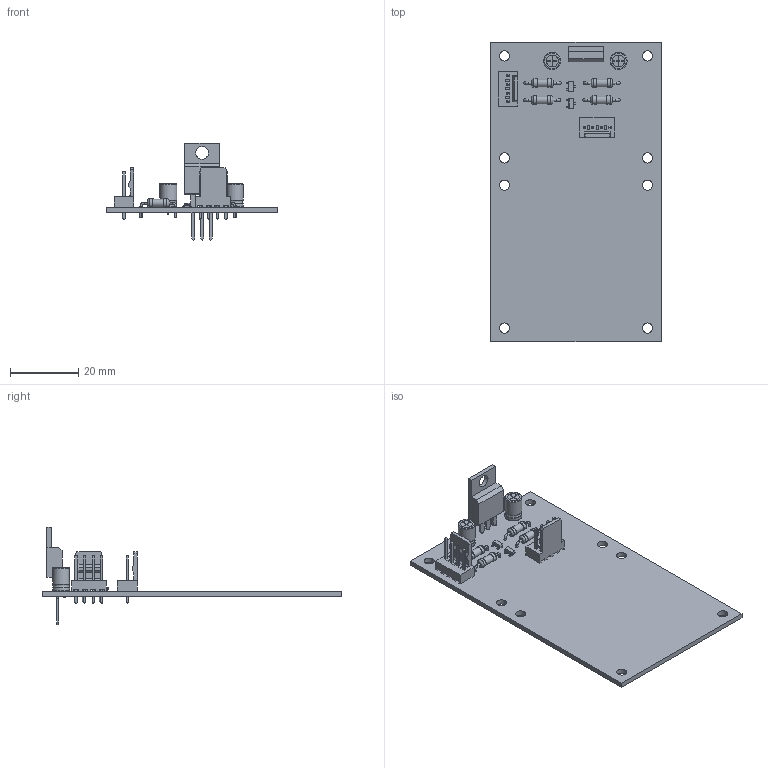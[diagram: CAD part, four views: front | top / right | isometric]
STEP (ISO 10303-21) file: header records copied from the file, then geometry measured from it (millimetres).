
FILE_DESCRIPTION(('KiCad electronic assembly'),'2;1');
FILE_NAME('Mux_adapter.step','2025-10-28T09:09:53',('Pcbnew'),('Kicad'), 'Open CASCADE STEP processor 7.8','KiCad to STEP converter','Unknown' );
FILE_SCHEMA(('AUTOMOTIVE_DESIGN { 1 0 10303 214 1 1 1 1 }'));
Length unit declared in the file: millimetre
Products named in the file (7): Mux_adapter 1; C_Radial_D5.0mm_H7.0mm_P2.00mm; R_Axial_DIN0207_L6.3mm_D2.5mm_P10.16mm_Horizontal; TO-220-3_Vertical; Molex_KK-254_AE-6410-04A_1x04_P2.54mm_Vertical; SOT-23; Mux_adapter_PCB
Assembly tree (12 placements, depth 2):
  Mux_adapter 1
    C_Radial_D5.0mm_H7.0mm_P2.00mm  x2
    R_Axial_DIN0207_L6.3mm_D2.5mm_P10.16mm_Horizontal  x4
    TO-220-3_Vertical
    Molex_KK-254_AE-6410-04A_1x04_P2.54mm_Vertical  x2
    SOT-23  x2
    Mux_adapter_PCB
Bounding box: 50 x 88 x 28.52 mm (x, y, z)
Volume: 7912 mm3; surface area: 11646.9 mm2
Topology: 12 solids, 14 shells, 603 faces, 1425 edges, 890 vertices
Faces by surface type: plane 423, cylinder 100, bspline 58, torus 18, revolution 4
Full cylindrical faces by diameter (mm): 0.4 x4, 0.6 x20, 0.8 x8, 1.1 x3, 1.19 x8, 2.25 x4, 2.5 x8, 3 x8, 3.5 x6, 3.735 x1, 5 x4
Entity records: 11919 total; most frequent: CARTESIAN_POINT 1910, ORIENTED_EDGE 1614, DIRECTION 1530, EDGE_CURVE 807, LINE 632, VECTOR 632, VERTEX_POINT 510, AXIS2_PLACEMENT_3D 448
